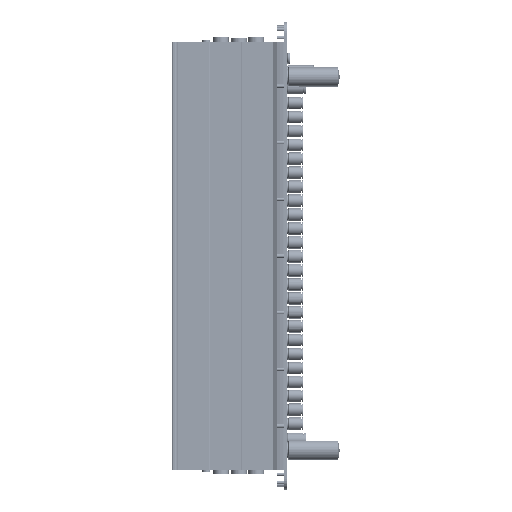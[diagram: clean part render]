
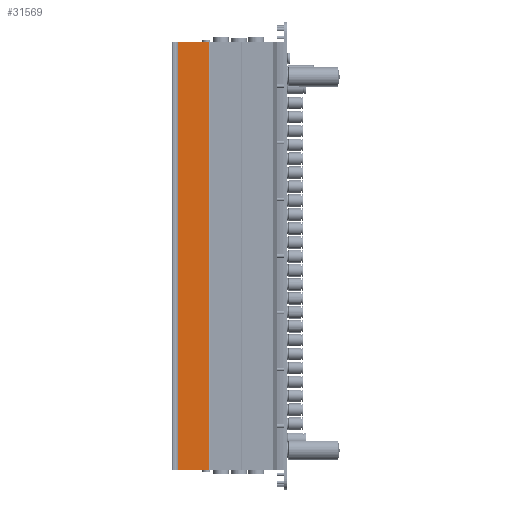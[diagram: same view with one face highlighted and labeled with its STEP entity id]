
A CAD part, front view. The second image highlights one B-rep face of the part: STEP entity #31569.
In plain terms, the highlighted planar face has unit normal (0, -1, 0).
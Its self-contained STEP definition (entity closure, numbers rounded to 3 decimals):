
#6277=FACE_OUTER_BOUND('',#9142,.T.);
#9142=EDGE_LOOP('',(#25050,#25051,#25052,#25053));
#11141=LINE('',#47940,#13082);
#11229=LINE('',#48280,#13170);
#11394=LINE('',#51371,#13335);
#11395=LINE('',#51373,#13336);
#13082=VECTOR('',#37792,10.);
#13170=VECTOR('',#38104,10.);
#13335=VECTOR('',#41339,10.);
#13336=VECTOR('',#41342,10.);
#15044=VERTEX_POINT('',#47937);
#15045=VERTEX_POINT('',#47939);
#15184=VERTEX_POINT('',#48277);
#15185=VERTEX_POINT('',#48279);
#18241=EDGE_CURVE('',#15045,#15044,#11141,.T.);
#18410=EDGE_CURVE('',#15185,#15184,#11229,.T.);
#19387=EDGE_CURVE('',#15184,#15045,#11394,.T.);
#19388=EDGE_CURVE('',#15185,#15044,#11395,.T.);
#25050=ORIENTED_EDGE('',*,*,#18241,.T.);
#25051=ORIENTED_EDGE('',*,*,#19388,.F.);
#25052=ORIENTED_EDGE('',*,*,#18410,.T.);
#25053=ORIENTED_EDGE('',*,*,#19387,.T.);
#30011=PLANE('',#34684);
#31569=ADVANCED_FACE('',(#6277),#30011,.T.);
#34684=AXIS2_PLACEMENT_3D('',#51372,#41340,#41341);
#37792=DIRECTION('',(-1.,0.,0.));
#38104=DIRECTION('',(1.,0.,0.));
#41339=DIRECTION('',(0.,0.,1.));
#41340=DIRECTION('center_axis',(0.,-1.,0.));
#41341=DIRECTION('ref_axis',(0.,0.,-1.));
#41342=DIRECTION('',(0.,0.,1.));
#47937=CARTESIAN_POINT('',(87.5,-33.8,490.));
#47939=CARTESIAN_POINT('',(124.,-33.8,490.));
#47940=CARTESIAN_POINT('',(87.5,-33.8,490.));
#48277=CARTESIAN_POINT('',(124.,-33.8,0.));
#48279=CARTESIAN_POINT('',(87.5,-33.8,0.));
#48280=CARTESIAN_POINT('',(87.5,-33.8,0.));
#51371=CARTESIAN_POINT('',(124.,-33.8,0.));
#51372=CARTESIAN_POINT('Origin',(124.,-33.8,0.));
#51373=CARTESIAN_POINT('',(87.5,-33.8,0.));
